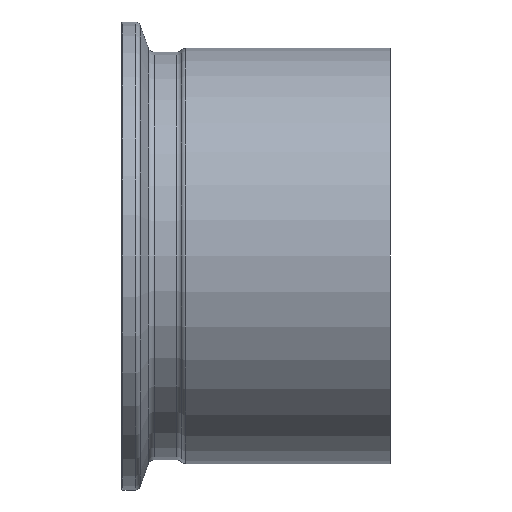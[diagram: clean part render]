
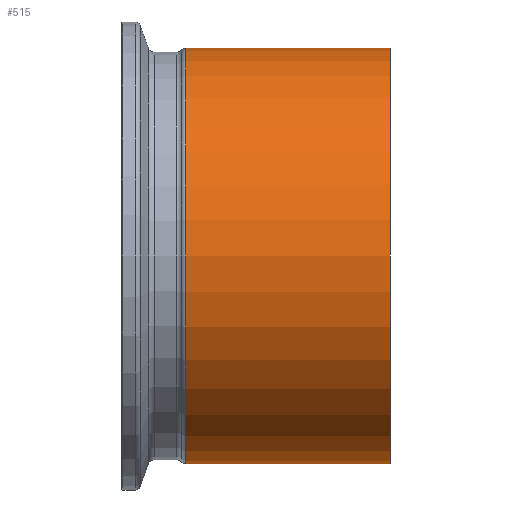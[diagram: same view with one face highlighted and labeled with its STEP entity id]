
A CAD part, front view. The second image highlights one B-rep face of the part: STEP entity #515.
In plain terms, the highlighted cylindrical face has radius 34.39 mm (diameter 68.78 mm), a partial arc.
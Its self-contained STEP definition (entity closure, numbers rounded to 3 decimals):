
#12 = EDGE_CURVE ( 'NONE', #139, #594, #748, .T. ) ;
#17 = AXIS2_PLACEMENT_3D ( 'NONE', #26, #237, #173 ) ;
#26 = CARTESIAN_POINT ( 'NONE',  ( 44.5, 0., 0. ) ) ;
#37 = ORIENTED_EDGE ( 'NONE', *, *, #741, .T. ) ;
#88 = CARTESIAN_POINT ( 'NONE',  ( 44.5, 0., -34.39 ) ) ;
#120 = CARTESIAN_POINT ( 'NONE',  ( 0., 0., 0. ) ) ;
#139 = VERTEX_POINT ( 'NONE', #356 ) ;
#150 = ORIENTED_EDGE ( 'NONE', *, *, #12, .T. ) ;
#169 = VECTOR ( 'NONE', #471, 1000. ) ;
#173 = DIRECTION ( 'NONE',  ( 0., 0., 1. ) ) ;
#189 = LINE ( 'NONE', #813, #169 ) ;
#191 = VERTEX_POINT ( 'NONE', #509 ) ;
#195 = CYLINDRICAL_SURFACE ( 'NONE', #281, 34.39 ) ;
#219 = DIRECTION ( 'NONE',  ( -1., 0., 0. ) ) ;
#237 = DIRECTION ( 'NONE',  ( -1., 0., 0. ) ) ;
#262 = FACE_OUTER_BOUND ( 'NONE', #441, .T. ) ;
#266 = CARTESIAN_POINT ( 'NONE',  ( 0., 0., 34.39 ) ) ;
#280 = CARTESIAN_POINT ( 'NONE',  ( 10.603, 0., 0. ) ) ;
#281 = AXIS2_PLACEMENT_3D ( 'NONE', #120, #608, #410 ) ;
#356 = CARTESIAN_POINT ( 'NONE',  ( 44.5, 0., 34.39 ) ) ;
#407 = DIRECTION ( 'NONE',  ( -1., 0., 0. ) ) ;
#410 = DIRECTION ( 'NONE',  ( 0., 0., 1. ) ) ;
#428 = VERTEX_POINT ( 'NONE', #88 ) ;
#441 = EDGE_LOOP ( 'NONE', ( #583, #37, #150, #806 ) ) ;
#471 = DIRECTION ( 'NONE',  ( -1., 0., 0. ) ) ;
#485 = CIRCLE ( 'NONE', #683, 34.39 ) ;
#509 = CARTESIAN_POINT ( 'NONE',  ( 10.603, 0., -34.39 ) ) ;
#515 = ADVANCED_FACE ( 'NONE', ( #262 ), #195, .T. ) ;
#559 = EDGE_CURVE ( 'NONE', #428, #191, #189, .T. ) ;
#577 = VECTOR ( 'NONE', #407, 1000. ) ;
#583 = ORIENTED_EDGE ( 'NONE', *, *, #559, .F. ) ;
#594 = VERTEX_POINT ( 'NONE', #655 ) ;
#608 = DIRECTION ( 'NONE',  ( -1., 0., 0. ) ) ;
#655 = CARTESIAN_POINT ( 'NONE',  ( 10.603, 0., 34.39 ) ) ;
#683 = AXIS2_PLACEMENT_3D ( 'NONE', #280, #219, #841 ) ;
#741 = EDGE_CURVE ( 'NONE', #428, #139, #803, .T. ) ;
#748 = LINE ( 'NONE', #266, #577 ) ;
#783 = EDGE_CURVE ( 'NONE', #191, #594, #485, .T. ) ;
#803 = CIRCLE ( 'NONE', #17, 34.39 ) ;
#806 = ORIENTED_EDGE ( 'NONE', *, *, #783, .F. ) ;
#813 = CARTESIAN_POINT ( 'NONE',  ( 0., 0., -34.39 ) ) ;
#841 = DIRECTION ( 'NONE',  ( 0., 0., 1. ) ) ;
